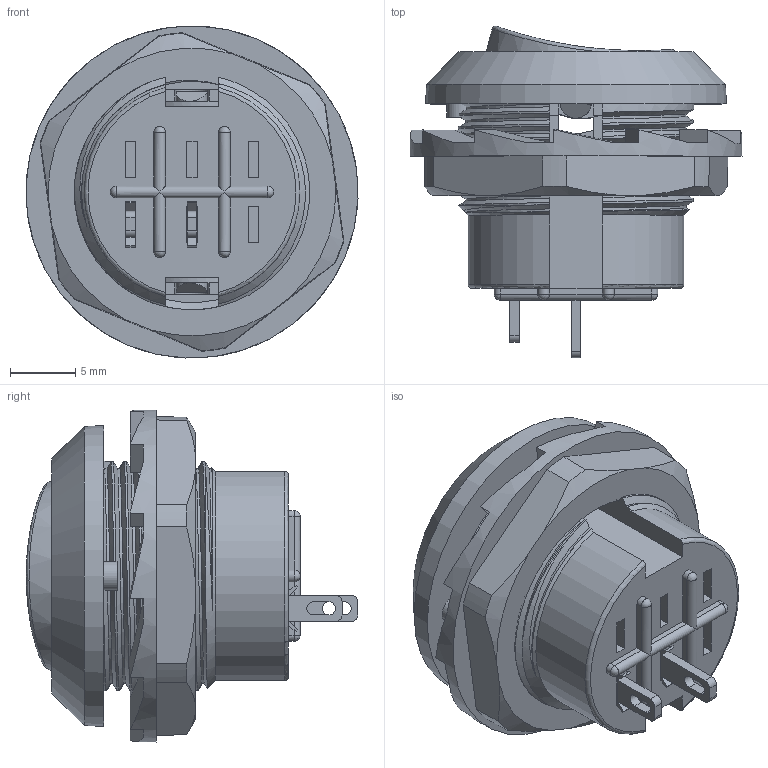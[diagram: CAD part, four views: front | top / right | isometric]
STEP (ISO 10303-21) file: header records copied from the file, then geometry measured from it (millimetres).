
FILE_DESCRIPTION(/* description */ (''),/* implementation_level */ '2;1');
FILE_NAME(/* name */ 'GRB130A05 3D Model.stp',/* time_stamp */ '2023-10-11T13:46:19-04:00',/* author */ ('dwiltbank'),/* organization */ (''),/* preprocessor_version */ 'ST-DEVELOPER v19.2',/* originating_system */ 'Autodesk Inventor 2024',/* authorisation */ '');
FILE_SCHEMA (('AUTOMOTIVE_DESIGN { 1 0 10303 214 3 1 1 }'));
Products named in the file (1): GRB130_Simplify_1
Bounding box: 25.38 x 25.34 x 25.38 mm (x, y, z)
Surface area: 4470.6 mm2 (no closed solid volume)
Topology: 0 solids, 5 shells, 334 faces, 918 edges, 597 vertices
Faces by surface type: plane 182, cylinder 61, bspline 61, cone 22, sphere 6, torus 2
Full cylindrical faces by diameter (mm): 16.917 x3
Entity records: 31916 total; most frequent: CARTESIAN_POINT 24017, ORIENTED_EDGE 1830, DIRECTION 1414, EDGE_CURVE 915, VERTEX_POINT 597, LINE 520, VECTOR 520, AXIS2_PLACEMENT_3D 447
